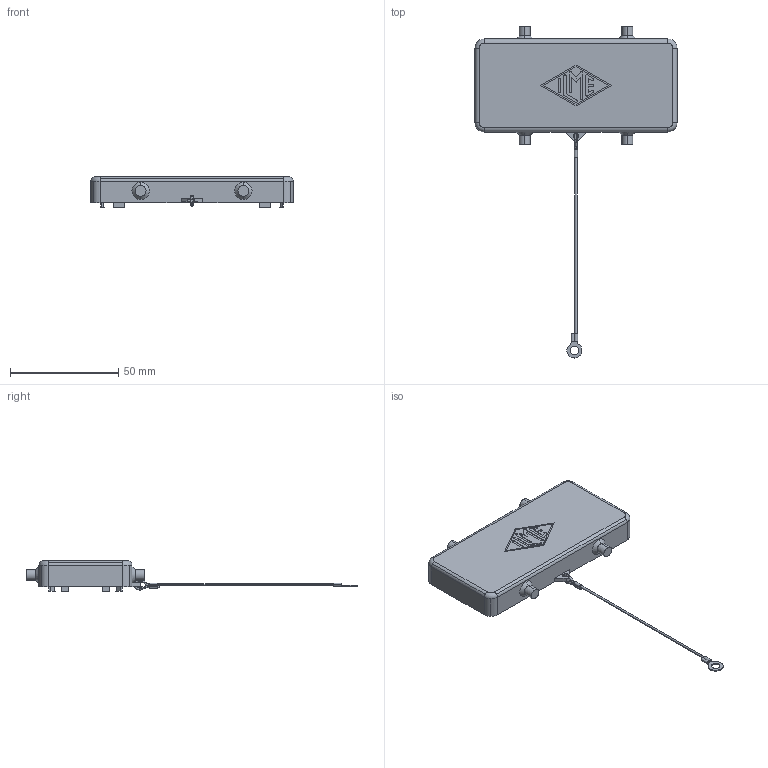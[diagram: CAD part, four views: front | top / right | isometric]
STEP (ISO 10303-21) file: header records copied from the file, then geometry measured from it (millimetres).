
FILE_DESCRIPTION((''),'2;1');
FILE_NAME('CHCS 16.stp','2006-12-13T10:58:44',('gembarski'),(''),'Autodesk Inventor 7','Autodesk Inventor 7','');
FILE_SCHEMA(('AUTOMOTIVE_DESIGN { 1 0 10303 214 1 1 1 1 }'));
Length unit declared in the file: millimetre
Products named in the file (1): CHCS 16
Bounding box: 93.5 x 153.49 x 14 mm (x, y, z)
Volume: 23328.8 mm3; surface area: 14356.5 mm2
Topology: 2 solids, 2 shells, 222 faces, 577 edges, 372 vertices
Faces by surface type: plane 93, cylinder 73, bspline 38, torus 14, cone 4
Entity records: 6959 total; most frequent: CARTESIAN_POINT 1448, ORIENTED_EDGE 1146, DIRECTION 1143, EDGE_CURVE 573, AXIS2_PLACEMENT_3D 385, VECTOR 373, LINE 373, VERTEX_POINT 370
